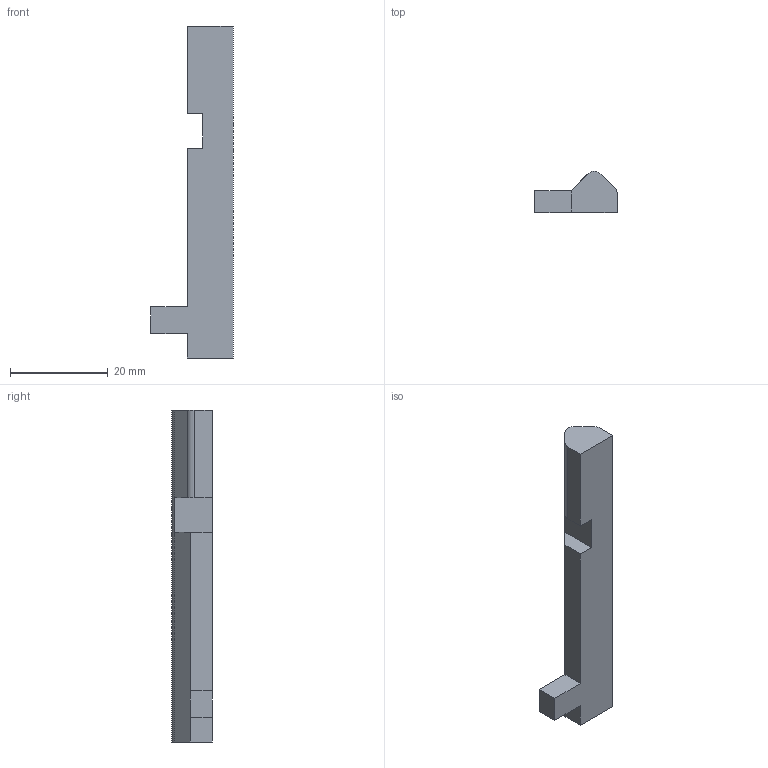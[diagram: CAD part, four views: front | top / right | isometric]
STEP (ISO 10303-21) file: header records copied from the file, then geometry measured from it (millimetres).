
FILE_DESCRIPTION (( 'STEP AP203' ), '1' );
FILE_NAME ('05_02_02_01_05-zamkniecie_rozdzielacza.STEP', '2025-04-11T09:14:10', ( '' ), ( '' ), 'SwSTEP 2.0', 'SolidWorks 2024', '' );
FILE_SCHEMA (( 'CONFIG_CONTROL_DESIGN' ));
Length unit declared in the file: millimetre
Products named in the file (1): 05_02_02_01_05-zamkniecie_rozdzielacza
Bounding box: 16.9 x 8.36 x 68 mm (x, y, z)
Volume: 4361.7 mm3; surface area: 2373.5 mm2
Topology: 1 solids, 1 shells, 19 faces, 49 edges, 32 vertices
Faces by surface type: plane 16, cylinder 3
Entity records: 650 total; most frequent: CARTESIAN_POINT 101, ORIENTED_EDGE 98, DIRECTION 95, EDGE_CURVE 49, LINE 43, VECTOR 43, VERTEX_POINT 32, AXIS2_PLACEMENT_3D 26
